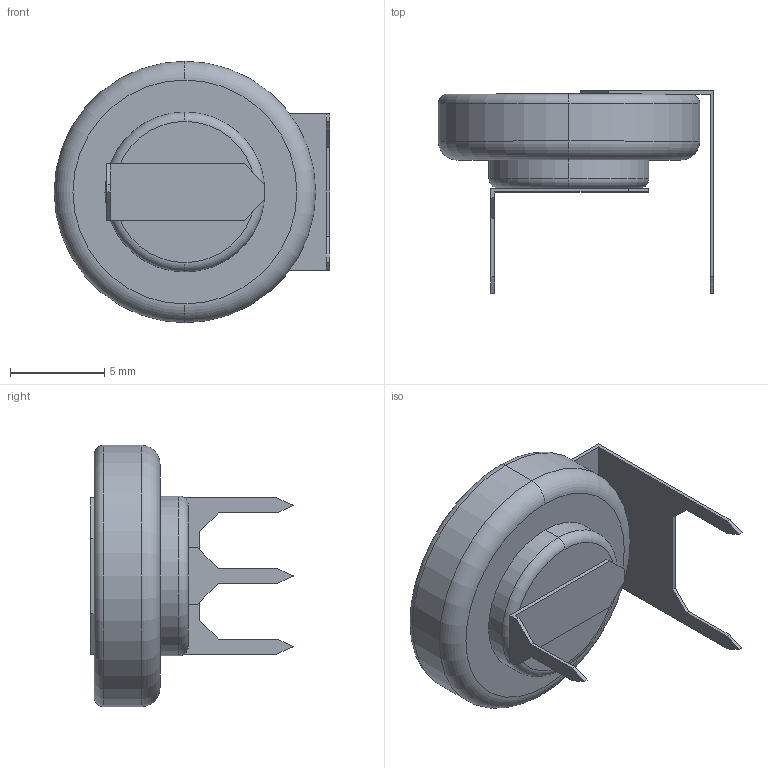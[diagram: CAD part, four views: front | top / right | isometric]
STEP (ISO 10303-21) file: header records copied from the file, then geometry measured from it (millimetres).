
FILE_DESCRIPTION (( 'STEP AP214' ), '1' );
FILE_NAME ('F05B979D-3215-4318-BFFC-F2D99BDF6FB5.STEP', '2023-06-26T22:07:16', ( '' ), ( '' ), 'SwSTEP 2.0', 'SolidWorks 2022', '' );
FILE_SCHEMA (( 'AUTOMOTIVE_DESIGN' ));
Length unit declared in the file: millimetre
Products named in the file (1): F05B979D-3215-4318-BFFC-F2D99BDF6FB5
Bounding box: 14.65 x 10.8 x 13.9 mm (x, y, z)
Volume: 631.5 mm3; surface area: 760 mm2
Topology: 3 solids, 3 shells, 46 faces, 111 edges, 72 vertices
Faces by surface type: plane 36, torus 6, cylinder 4
Entity records: 1379 total; most frequent: CARTESIAN_POINT 230, DIRECTION 225, ORIENTED_EDGE 222, EDGE_CURVE 111, LINE 91, VECTOR 91, VERTEX_POINT 72, AXIS2_PLACEMENT_3D 67
